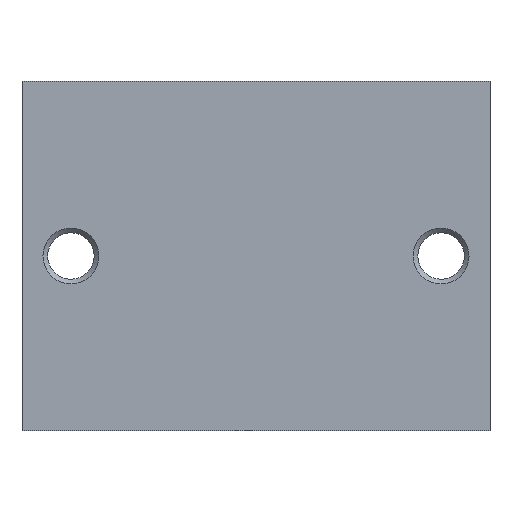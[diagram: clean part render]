
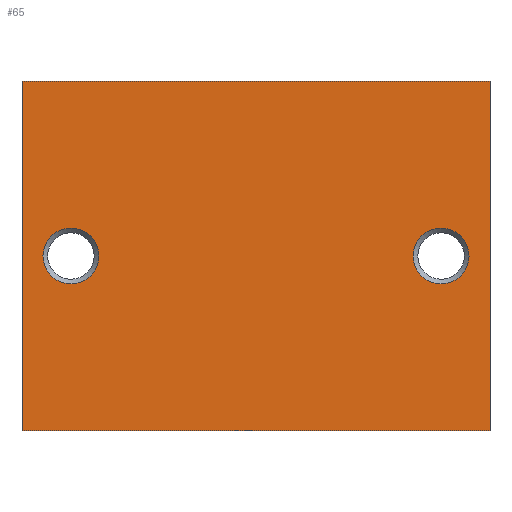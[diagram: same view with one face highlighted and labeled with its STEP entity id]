
A CAD part, front view. The second image highlights one B-rep face of the part: STEP entity #65.
In plain terms, the highlighted planar face has unit normal (0, -1, 0).
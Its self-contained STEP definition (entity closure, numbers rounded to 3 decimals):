
#65 = ADVANCED_FACE( '', ( #142, #143, #144 ), #145, .F. );
#142 = FACE_BOUND( '', #225, .T. );
#143 = FACE_OUTER_BOUND( '', #226, .T. );
#144 = FACE_BOUND( '', #227, .T. );
#145 = PLANE( '', #228 );
#225 = EDGE_LOOP( '', ( #343 ) );
#226 = EDGE_LOOP( '', ( #344, #345, #346, #347 ) );
#227 = EDGE_LOOP( '', ( #348 ) );
#228 = AXIS2_PLACEMENT_3D( '', #349, #350, #351 );
#343 = ORIENTED_EDGE( '', *, *, #439, .F. );
#344 = ORIENTED_EDGE( '', *, *, #421, .T. );
#345 = ORIENTED_EDGE( '', *, *, #440, .F. );
#346 = ORIENTED_EDGE( '', *, *, #435, .F. );
#347 = ORIENTED_EDGE( '', *, *, #427, .T. );
#348 = ORIENTED_EDGE( '', *, *, #441, .F. );
#349 = CARTESIAN_POINT( '', ( -33.5, 0., 50. ) );
#350 = DIRECTION( '', ( 0., 1., 0. ) );
#351 = DIRECTION( '', ( 0., 0., 1. ) );
#421 = EDGE_CURVE( '', #482, #487, #489, .T. );
#427 = EDGE_CURVE( '', #497, #482, #498, .T. );
#435 = EDGE_CURVE( '', #497, #509, #510, .T. );
#439 = EDGE_CURVE( '', #514, #514, #515, .T. );
#440 = EDGE_CURVE( '', #509, #487, #516, .T. );
#441 = EDGE_CURVE( '', #517, #517, #518, .T. );
#482 = VERTEX_POINT( '', #630 );
#487 = VERTEX_POINT( '', #638 );
#489 = LINE( '', #641, #642 );
#497 = VERTEX_POINT( '', #650 );
#498 = LINE( '', #651, #652 );
#509 = VERTEX_POINT( '', #667 );
#510 = LINE( '', #668, #669 );
#514 = VERTEX_POINT( '', #675 );
#515 = CIRCLE( '', #676, 4. );
#516 = LINE( '', #677, #678 );
#517 = VERTEX_POINT( '', #679 );
#518 = CIRCLE( '', #680, 4. );
#630 = CARTESIAN_POINT( '', ( -33.5, 0., 0. ) );
#638 = CARTESIAN_POINT( '', ( 33.5, 0., 0. ) );
#641 = CARTESIAN_POINT( '', ( -33.5, 0., 0. ) );
#642 = VECTOR( '', #721, 1000. );
#650 = CARTESIAN_POINT( '', ( -33.5, 0., 50. ) );
#651 = CARTESIAN_POINT( '', ( -33.5, 0., 50. ) );
#652 = VECTOR( '', #728, 1000. );
#667 = CARTESIAN_POINT( '', ( 33.5, 0., 50. ) );
#668 = CARTESIAN_POINT( '', ( -33.5, 0., 50. ) );
#669 = VECTOR( '', #736, 1000. );
#675 = CARTESIAN_POINT( '', ( 26.5, 0., 21. ) );
#676 = AXIS2_PLACEMENT_3D( '', #739, #740, #741 );
#677 = CARTESIAN_POINT( '', ( 33.5, 0., 50. ) );
#678 = VECTOR( '', #742, 1000. );
#679 = CARTESIAN_POINT( '', ( -26.5, 0., 21. ) );
#680 = AXIS2_PLACEMENT_3D( '', #743, #744, #745 );
#721 = DIRECTION( '', ( 1., 0., 0. ) );
#728 = DIRECTION( '', ( 0., 0., -1. ) );
#736 = DIRECTION( '', ( 1., 0., 0. ) );
#739 = CARTESIAN_POINT( '', ( 26.5, 0., 25. ) );
#740 = DIRECTION( '', ( 0., -1., 0. ) );
#741 = DIRECTION( '', ( 0., 0., -1. ) );
#742 = DIRECTION( '', ( 0., 0., -1. ) );
#743 = CARTESIAN_POINT( '', ( -26.5, 0., 25. ) );
#744 = DIRECTION( '', ( 0., -1., 0. ) );
#745 = DIRECTION( '', ( 0., 0., -1. ) );
